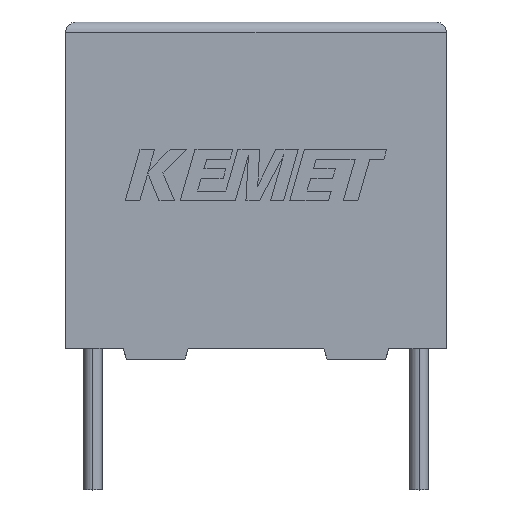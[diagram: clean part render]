
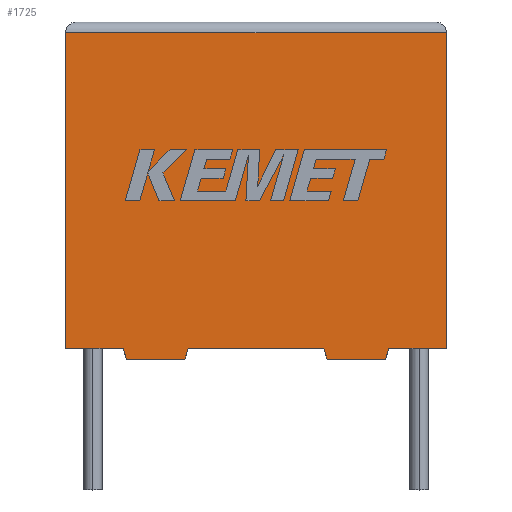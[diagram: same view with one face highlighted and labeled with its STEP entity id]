
A CAD part, top view. The second image highlights one B-rep face of the part: STEP entity #1725.
In plain terms, the highlighted planar face has unit normal (0, 0, 1).
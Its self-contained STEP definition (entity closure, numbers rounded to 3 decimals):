
#6 = DIRECTION ( 'NONE',  ( 1., 0., 0. ) ) ;
#61 = EDGE_CURVE ( 'NONE', #553, #1835, #1330, .T. ) ;
#88 = EDGE_LOOP ( 'NONE', ( #1604, #2108, #1679, #2946, #2901, #2424, #676, #192, #1334, #1277, #1318, #734 ) ) ;
#114 = VECTOR ( 'NONE', #1890, 1000. ) ;
#120 = LINE ( 'NONE', #2099, #2198 ) ;
#123 = DIRECTION ( 'NONE',  ( -1., 0., 0. ) ) ;
#192 = ORIENTED_EDGE ( 'NONE', *, *, #828, .T. ) ;
#201 = DIRECTION ( 'NONE',  ( 0.287, -0.958, 0. ) ) ;
#205 = DIRECTION ( 'NONE',  ( 0., 1., 0. ) ) ;
#239 = EDGE_CURVE ( 'NONE', #1248, #2167, #538, .T. ) ;
#293 = CARTESIAN_POINT ( 'NONE',  ( 0., 0., 9.5 ) ) ;
#304 = CARTESIAN_POINT ( 'NONE',  ( 2.8, -0.5, 9.5 ) ) ;
#345 = CARTESIAN_POINT ( 'NONE',  ( 2.65, 0., 9.5 ) ) ;
#429 = VECTOR ( 'NONE', #201, 1000. ) ;
#464 = DIRECTION ( 'NONE',  ( 0., 0., -1. ) ) ;
#466 = LINE ( 'NONE', #980, #3085 ) ;
#507 = DIRECTION ( 'NONE',  ( -1., 0., 0. ) ) ;
#523 = DIRECTION ( 'NONE',  ( 0.287, 0.958, 0. ) ) ;
#538 = LINE ( 'NONE', #897, #1298 ) ;
#553 = VERTEX_POINT ( 'NONE', #1268 ) ;
#554 = EDGE_CURVE ( 'NONE', #2064, #2036, #989, .T. ) ;
#612 = VECTOR ( 'NONE', #1543, 1000. ) ;
#640 = DIRECTION ( 'NONE',  ( -0.287, 0.958, 0. ) ) ;
#676 = ORIENTED_EDGE ( 'NONE', *, *, #1796, .T. ) ;
#710 = VERTEX_POINT ( 'NONE', #2127 ) ;
#734 = ORIENTED_EDGE ( 'NONE', *, *, #940, .T. ) ;
#787 = CARTESIAN_POINT ( 'NONE',  ( 0., 0., 9.5 ) ) ;
#828 = EDGE_CURVE ( 'NONE', #1256, #710, #2602, .T. ) ;
#830 = CARTESIAN_POINT ( 'NONE',  ( 14.85, 0., 9.5 ) ) ;
#897 = CARTESIAN_POINT ( 'NONE',  ( 17.5, 0., 9.5 ) ) ;
#940 = EDGE_CURVE ( 'NONE', #553, #1248, #2136, .T. ) ;
#980 = CARTESIAN_POINT ( 'NONE',  ( 2.8, -0.5, 9.5 ) ) ;
#989 = LINE ( 'NONE', #293, #612 ) ;
#1005 = VECTOR ( 'NONE', #507, 1000. ) ;
#1218 = PLANE ( 'NONE',  #3222 ) ;
#1248 = VERTEX_POINT ( 'NONE', #1527 ) ;
#1251 = CARTESIAN_POINT ( 'NONE',  ( 0., 0., 9.5 ) ) ;
#1256 = VERTEX_POINT ( 'NONE', #1270 ) ;
#1268 = CARTESIAN_POINT ( 'NONE',  ( 14.85, 0., 9.5 ) ) ;
#1270 = CARTESIAN_POINT ( 'NONE',  ( 5.628, 0., 9.5 ) ) ;
#1277 = ORIENTED_EDGE ( 'NONE', *, *, #2437, .F. ) ;
#1290 = VERTEX_POINT ( 'NONE', #2081 ) ;
#1298 = VECTOR ( 'NONE', #205, 1000. ) ;
#1318 = ORIENTED_EDGE ( 'NONE', *, *, #61, .F. ) ;
#1330 = LINE ( 'NONE', #830, #2058 ) ;
#1334 = ORIENTED_EDGE ( 'NONE', *, *, #1506, .F. ) ;
#1506 = EDGE_CURVE ( 'NONE', #3215, #710, #120, .T. ) ;
#1527 = CARTESIAN_POINT ( 'NONE',  ( 17.5, 0., 9.5 ) ) ;
#1543 = DIRECTION ( 'NONE',  ( 1., 0., 0. ) ) ;
#1604 = ORIENTED_EDGE ( 'NONE', *, *, #239, .T. ) ;
#1673 = CARTESIAN_POINT ( 'NONE',  ( 0., 0., 9.5 ) ) ;
#1679 = ORIENTED_EDGE ( 'NONE', *, *, #2454, .T. ) ;
#1714 = LINE ( 'NONE', #2903, #2230 ) ;
#1725 = ADVANCED_FACE ( 'NONE', ( #2035 ), #1218, .F. ) ;
#1735 = DIRECTION ( 'NONE',  ( 1., 0., 0. ) ) ;
#1791 = LINE ( 'NONE', #2032, #1005 ) ;
#1796 = EDGE_CURVE ( 'NONE', #1967, #1256, #2581, .T. ) ;
#1835 = VERTEX_POINT ( 'NONE', #2758 ) ;
#1837 = EDGE_CURVE ( 'NONE', #2167, #1290, #1791, .T. ) ;
#1849 = VECTOR ( 'NONE', #2958, 1000. ) ;
#1890 = DIRECTION ( 'NONE',  ( 0., -1., 0. ) ) ;
#1912 = CARTESIAN_POINT ( 'NONE',  ( 17.5, 14.5, 9.5 ) ) ;
#1925 = CARTESIAN_POINT ( 'NONE',  ( 2.65, 0., 9.5 ) ) ;
#1967 = VERTEX_POINT ( 'NONE', #2831 ) ;
#2007 = CARTESIAN_POINT ( 'NONE',  ( 5.478, -0.5, 9.5 ) ) ;
#2032 = CARTESIAN_POINT ( 'NONE',  ( 0., 14.5, 9.5 ) ) ;
#2035 = FACE_OUTER_BOUND ( 'NONE', #88, .T. ) ;
#2036 = VERTEX_POINT ( 'NONE', #345 ) ;
#2058 = VECTOR ( 'NONE', #3073, 1000. ) ;
#2064 = VERTEX_POINT ( 'NONE', #2845 ) ;
#2081 = CARTESIAN_POINT ( 'NONE',  ( 0., 14.5, 9.5 ) ) ;
#2090 = VECTOR ( 'NONE', #6, 1000. ) ;
#2099 = CARTESIAN_POINT ( 'NONE',  ( 12.023, -0.5, 9.5 ) ) ;
#2108 = ORIENTED_EDGE ( 'NONE', *, *, #1837, .T. ) ;
#2127 = CARTESIAN_POINT ( 'NONE',  ( 11.873, 0., 9.5 ) ) ;
#2136 = LINE ( 'NONE', #1251, #2090 ) ;
#2167 = VERTEX_POINT ( 'NONE', #1912 ) ;
#2198 = VECTOR ( 'NONE', #640, 1000. ) ;
#2229 = EDGE_CURVE ( 'NONE', #2036, #3174, #2851, .T. ) ;
#2230 = VECTOR ( 'NONE', #123, 1000. ) ;
#2304 = LINE ( 'NONE', #787, #114 ) ;
#2308 = VECTOR ( 'NONE', #523, 1000. ) ;
#2424 = ORIENTED_EDGE ( 'NONE', *, *, #2873, .T. ) ;
#2437 = EDGE_CURVE ( 'NONE', #1835, #3215, #1714, .T. ) ;
#2454 = EDGE_CURVE ( 'NONE', #1290, #2064, #2304, .T. ) ;
#2552 = CARTESIAN_POINT ( 'NONE',  ( 12.023, -0.5, 9.5 ) ) ;
#2581 = LINE ( 'NONE', #2007, #2308 ) ;
#2602 = LINE ( 'NONE', #2672, #1849 ) ;
#2672 = CARTESIAN_POINT ( 'NONE',  ( 0., 0., 9.5 ) ) ;
#2689 = DIRECTION ( 'NONE',  ( -1., 0., 0. ) ) ;
#2758 = CARTESIAN_POINT ( 'NONE',  ( 14.7, -0.5, 9.5 ) ) ;
#2831 = CARTESIAN_POINT ( 'NONE',  ( 5.478, -0.5, 9.5 ) ) ;
#2845 = CARTESIAN_POINT ( 'NONE',  ( 0., 0., 9.5 ) ) ;
#2851 = LINE ( 'NONE', #1925, #429 ) ;
#2873 = EDGE_CURVE ( 'NONE', #3174, #1967, #466, .T. ) ;
#2901 = ORIENTED_EDGE ( 'NONE', *, *, #2229, .T. ) ;
#2903 = CARTESIAN_POINT ( 'NONE',  ( 14.7, -0.5, 9.5 ) ) ;
#2946 = ORIENTED_EDGE ( 'NONE', *, *, #554, .T. ) ;
#2958 = DIRECTION ( 'NONE',  ( 1., 0., 0. ) ) ;
#3073 = DIRECTION ( 'NONE',  ( -0.287, -0.958, 0. ) ) ;
#3085 = VECTOR ( 'NONE', #1735, 1000. ) ;
#3174 = VERTEX_POINT ( 'NONE', #304 ) ;
#3215 = VERTEX_POINT ( 'NONE', #2552 ) ;
#3222 = AXIS2_PLACEMENT_3D ( 'NONE', #1673, #464, #2689 ) ;
